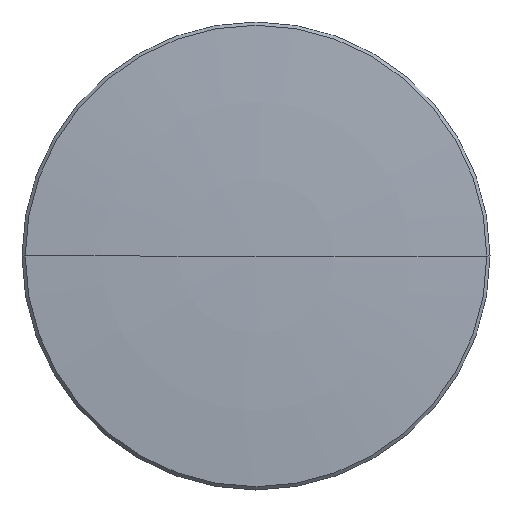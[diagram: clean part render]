
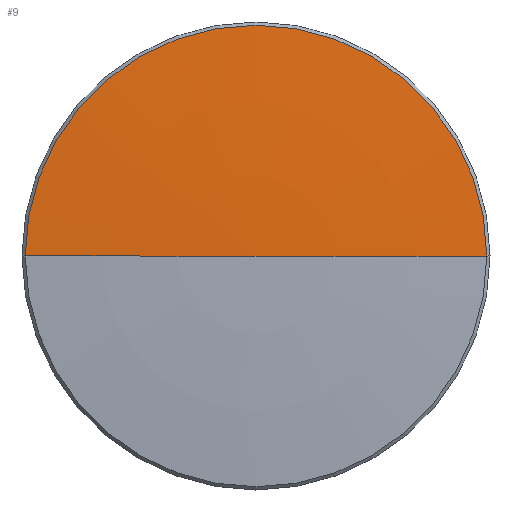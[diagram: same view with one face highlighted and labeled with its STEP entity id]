
A CAD part, left-side view. The second image highlights one B-rep face of the part: STEP entity #9.
In plain terms, the highlighted toroidal (fillet/blend) face has major radius 0.626 mm and minor radius 150 mm.
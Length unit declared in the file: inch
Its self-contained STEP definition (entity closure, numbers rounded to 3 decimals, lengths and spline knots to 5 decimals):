
#4 = DIRECTION ( 'NONE',  ( -1., 0., 0. ) ) ;
#9 = ADVANCED_FACE ( 'NONE', ( #218 ), #216, .T. ) ;
#12 = DIRECTION ( 'NONE',  ( 0., -1., 0. ) ) ;
#19 = CARTESIAN_POINT ( 'NONE',  ( -0.0405, 0., 0. ) ) ;
#38 = DIRECTION ( 'NONE',  ( 0., 0., 1. ) ) ;
#41 = DIRECTION ( 'NONE',  ( -1., 0., 0. ) ) ;
#55 = CARTESIAN_POINT ( 'NONE',  ( 5.84641, -0.02464, 0. ) ) ;
#58 = CARTESIAN_POINT ( 'NONE',  ( -0.0405, -0.49304, 0. ) ) ;
#64 = CARTESIAN_POINT ( 'NONE',  ( -0.0405, 0.49304, 0. ) ) ;
#69 = EDGE_CURVE ( 'NONE', #129, #154, #93, .T. ) ;
#86 = DIRECTION ( 'NONE',  ( 0., -1., 0. ) ) ;
#93 = CIRCLE ( 'NONE', #209, 5.90551 ) ;
#106 = DIRECTION ( 'NONE',  ( 0., -1., 0. ) ) ;
#125 = AXIS2_PLACEMENT_3D ( 'NONE', #301, #38, #106 ) ;
#129 = VERTEX_POINT ( 'NONE', #58 ) ;
#137 = DIRECTION ( 'NONE',  ( 0., 0., -1. ) ) ;
#139 = AXIS2_PLACEMENT_3D ( 'NONE', #276, #41, #12 ) ;
#154 = VERTEX_POINT ( 'NONE', #311 ) ;
#156 = ORIENTED_EDGE ( 'NONE', *, *, #174, .T. ) ;
#158 = CIRCLE ( 'NONE', #125, 5.90551 ) ;
#174 = EDGE_CURVE ( 'NONE', #129, #259, #198, .T. ) ;
#198 = CIRCLE ( 'NONE', #269, 0.49304 ) ;
#209 = AXIS2_PLACEMENT_3D ( 'NONE', #55, #137, #314 ) ;
#216 = TOROIDAL_SURFACE ( 'NONE', #139, 0.02464, 5.90551 ) ;
#218 = FACE_OUTER_BOUND ( 'NONE', #284, .T. ) ;
#229 = ORIENTED_EDGE ( 'NONE', *, *, #69, .F. ) ;
#259 = VERTEX_POINT ( 'NONE', #64 ) ;
#269 = AXIS2_PLACEMENT_3D ( 'NONE', #19, #4, #86 ) ;
#276 = CARTESIAN_POINT ( 'NONE',  ( 5.84641, 0., 0. ) ) ;
#277 = EDGE_CURVE ( 'NONE', #259, #154, #158, .T. ) ;
#284 = EDGE_LOOP ( 'NONE', ( #156, #319, #229 ) ) ;
#301 = CARTESIAN_POINT ( 'NONE',  ( 5.84641, 0.02464, 0. ) ) ;
#311 = CARTESIAN_POINT ( 'NONE',  ( -0.05906, 0., 0. ) ) ;
#314 = DIRECTION ( 'NONE',  ( -1., 0., 0. ) ) ;
#319 = ORIENTED_EDGE ( 'NONE', *, *, #277, .T. ) ;
